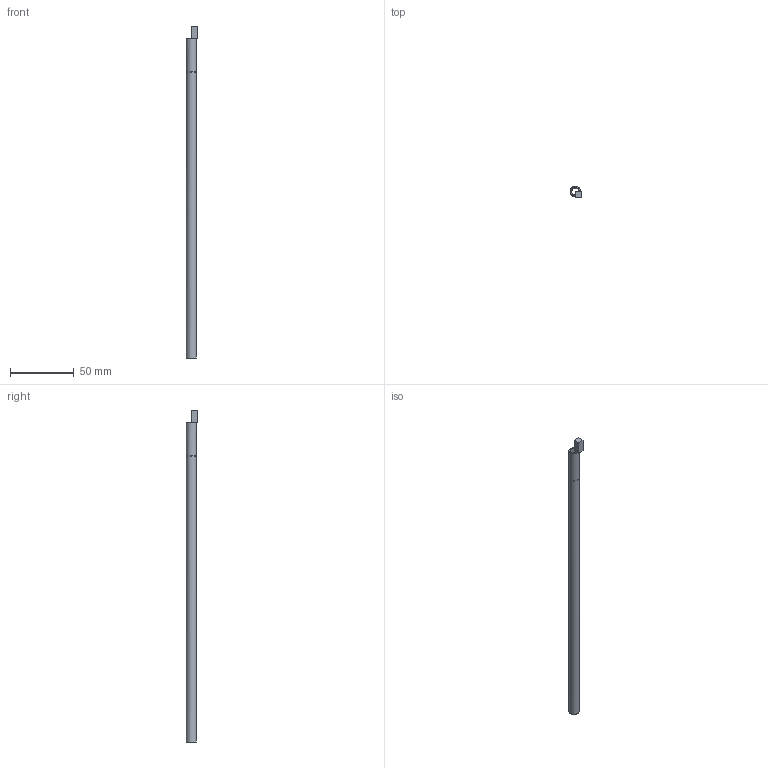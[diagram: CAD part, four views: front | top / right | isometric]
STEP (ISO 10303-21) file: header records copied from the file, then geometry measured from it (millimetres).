
FILE_DESCRIPTION(('FreeCAD Model'),'2;1');
FILE_NAME('EXTPIPE.step','2017-12-03T21:05:12',('Author'), (''),'Open CASCADE STEP processor 6.8','FreeCAD','Unknown');
FILE_SCHEMA(('AUTOMOTIVE_DESIGN_CC2 { 1 2 10303 214 -1 1 5 4 }'));
Length unit declared in the file: millimetre
Products named in the file (10): ASSEMBLY; Sketch003; Pocket001; Pocket; Sketch; Sketch001; Sketch002; Pad001; Pad; PolarPattern
Assembly tree (9 placements, depth 2):
  ASSEMBLY
    Sketch003
    Pocket001
    Pocket
    Sketch
    Sketch001
    Sketch002
    Pad001
    Pad
    PolarPattern
Bounding box: 9 x 9 x 260 mm (x, y, z)
Surface area: 55941.7 mm2
Topology: 5 solids, 5 shells, 61 faces, 202 edges, 151 vertices
Faces by surface type: plane 34, cylinder 27
Full cylindrical faces by diameter (mm): 1 x17, 6 x5, 8 x5
Entity records: 14841 total; most frequent: CARTESIAN_POINT 11129, DIRECTION 509, ORIENTED_EDGE 382, PCURVE 382, DEFINITIONAL_REPRESENTATION 382, LINE 289, VECTOR 289, B_SPLINE_CURVE_WITH_KNOTS 228
